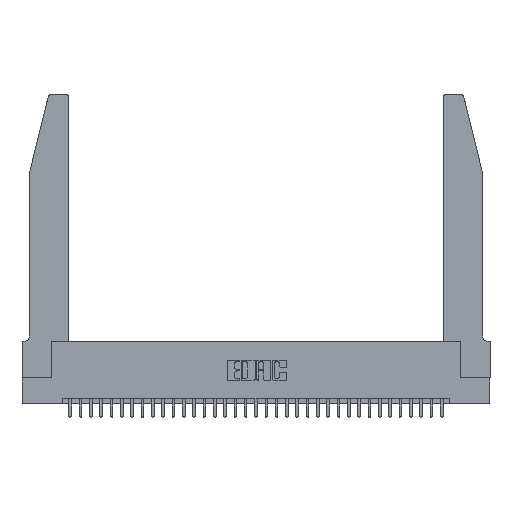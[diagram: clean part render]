
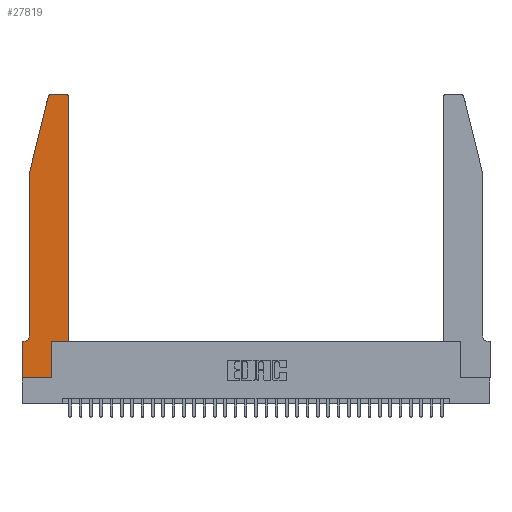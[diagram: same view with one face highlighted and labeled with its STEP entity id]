
A CAD part, top view. The second image highlights one B-rep face of the part: STEP entity #27819.
In plain terms, the highlighted planar face has unit normal (0, 0, 1).
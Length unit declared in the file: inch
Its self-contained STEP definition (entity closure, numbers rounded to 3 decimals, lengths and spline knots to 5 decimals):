
#363 = LINE ( 'NONE', #31775, #13665 ) ;
#468 = ORIENTED_EDGE ( 'NONE', *, *, #25508, .T. ) ;
#2111 = EDGE_CURVE ( 'NONE', #13565, #16326, #13037, .T. ) ;
#4502 = CARTESIAN_POINT ( 'NONE',  ( 0.284, 2.72, 0.37 ) ) ;
#5011 = DIRECTION ( 'NONE',  ( 0., -1., 0. ) ) ;
#5605 = EDGE_CURVE ( 'NONE', #10517, #29392, #26265, .T. ) ;
#6009 = CIRCLE ( 'NONE', #23635, 0.03 ) ;
#6332 = ORIENTED_EDGE ( 'NONE', *, *, #13978, .T. ) ;
#6404 = EDGE_CURVE ( 'NONE', #15529, #13565, #30328, .T. ) ;
#6773 = LINE ( 'NONE', #14185, #28054 ) ;
#6793 = EDGE_CURVE ( 'NONE', #14763, #28743, #31943, .T. ) ;
#6960 = CARTESIAN_POINT ( 'NONE',  ( 0.0755, 2., 0.37 ) ) ;
#7183 = DIRECTION ( 'NONE',  ( 1., 0., 0. ) ) ;
#7463 = LINE ( 'NONE', #23806, #27925 ) ;
#7507 = DIRECTION ( 'NONE',  ( -1., 0., 0. ) ) ;
#8616 = LINE ( 'NONE', #20988, #22859 ) ;
#8841 = DIRECTION ( 'NONE',  ( -0.239, -0.971, 0. ) ) ;
#9044 = DIRECTION ( 'NONE',  ( 1., 0., 0. ) ) ;
#9509 = CARTESIAN_POINT ( 'NONE',  ( 0.4505, 0.35, 0.37 ) ) ;
#9656 = CARTESIAN_POINT ( 'NONE',  ( 0.2865, 0.35, 0.37 ) ) ;
#9723 = ORIENTED_EDGE ( 'NONE', *, *, #2111, .T. ) ;
#9814 = VERTEX_POINT ( 'NONE', #17796 ) ;
#10298 = CARTESIAN_POINT ( 'NONE',  ( 0., 0.35, 0.37 ) ) ;
#10517 = VERTEX_POINT ( 'NONE', #30872 ) ;
#10729 = VECTOR ( 'NONE', #12178, 39.37008 ) ;
#10742 = VECTOR ( 'NONE', #7507, 39.37008 ) ;
#11065 = VECTOR ( 'NONE', #22020, 39.37008 ) ;
#11207 = EDGE_CURVE ( 'NONE', #20635, #17355, #8616, .T. ) ;
#11221 = CARTESIAN_POINT ( 'NONE',  ( 0.0055, 0.42, 0.37 ) ) ;
#11742 = CARTESIAN_POINT ( 'NONE',  ( 0., 0., 0.37 ) ) ;
#11907 = LINE ( 'NONE', #29996, #11065 ) ;
#12178 = DIRECTION ( 'NONE',  ( 0., 1., 0. ) ) ;
#12992 = VECTOR ( 'NONE', #9044, 39.37008 ) ;
#13037 = CIRCLE ( 'NONE', #33595, 0.03 ) ;
#13062 = FACE_OUTER_BOUND ( 'NONE', #13641, .T. ) ;
#13127 = DIRECTION ( 'NONE',  ( 1., 0., 0. ) ) ;
#13318 = DIRECTION ( 'NONE',  ( 0., 0., 1. ) ) ;
#13565 = VERTEX_POINT ( 'NONE', #30965 ) ;
#13576 = ORIENTED_EDGE ( 'NONE', *, *, #28240, .T. ) ;
#13641 = EDGE_LOOP ( 'NONE', ( #468, #13576, #14590, #6332, #15005, #23458, #25549, #31714, #18868, #33753, #31872, #9723 ) ) ;
#13665 = VECTOR ( 'NONE', #13127, 39.37008 ) ;
#13881 = DIRECTION ( 'NONE',  ( -1., 0., 0. ) ) ;
#13978 = EDGE_CURVE ( 'NONE', #30082, #14763, #11907, .T. ) ;
#14185 = CARTESIAN_POINT ( 'NONE',  ( 0.0755, 2., 0.37 ) ) ;
#14590 = ORIENTED_EDGE ( 'NONE', *, *, #22998, .T. ) ;
#14763 = VERTEX_POINT ( 'NONE', #33102 ) ;
#14812 = DIRECTION ( 'NONE',  ( 0., 0., 1. ) ) ;
#15005 = ORIENTED_EDGE ( 'NONE', *, *, #6793, .T. ) ;
#15266 = AXIS2_PLACEMENT_3D ( 'NONE', #34420, #13318, #31972 ) ;
#15529 = VERTEX_POINT ( 'NONE', #31083 ) ;
#15811 = AXIS2_PLACEMENT_3D ( 'NONE', #11221, #29855, #13881 ) ;
#16326 = VERTEX_POINT ( 'NONE', #26293 ) ;
#17355 = VERTEX_POINT ( 'NONE', #24957 ) ;
#17796 = CARTESIAN_POINT ( 'NONE',  ( 0.25487, 2.72718, 0.37 ) ) ;
#18868 = ORIENTED_EDGE ( 'NONE', *, *, #5605, .T. ) ;
#20635 = VERTEX_POINT ( 'NONE', #10298 ) ;
#20988 = CARTESIAN_POINT ( 'NONE',  ( 0., 0., 0.37 ) ) ;
#22020 = DIRECTION ( 'NONE',  ( 0., -1., 0. ) ) ;
#22429 = DIRECTION ( 'NONE',  ( 0., 1., 0. ) ) ;
#22859 = VECTOR ( 'NONE', #5011, 39.37008 ) ;
#22921 = VERTEX_POINT ( 'NONE', #24754 ) ;
#22998 = EDGE_CURVE ( 'NONE', #9814, #30082, #6773, .T. ) ;
#23175 = DIRECTION ( 'NONE',  ( 0., 0., 1. ) ) ;
#23458 = ORIENTED_EDGE ( 'NONE', *, *, #31303, .T. ) ;
#23635 = AXIS2_PLACEMENT_3D ( 'NONE', #4502, #23175, #7183 ) ;
#23806 = CARTESIAN_POINT ( 'NONE',  ( 0.2605, 2.75, 0.37 ) ) ;
#24754 = CARTESIAN_POINT ( 'NONE',  ( 0.284, 2.75, 0.37 ) ) ;
#24957 = CARTESIAN_POINT ( 'NONE',  ( 0., 0., 0.37 ) ) ;
#25437 = VECTOR ( 'NONE', #22429, 39.37008 ) ;
#25508 = EDGE_CURVE ( 'NONE', #16326, #22921, #7463, .T. ) ;
#25518 = EDGE_CURVE ( 'NONE', #29392, #15529, #363, .T. ) ;
#25549 = ORIENTED_EDGE ( 'NONE', *, *, #11207, .T. ) ;
#26265 = LINE ( 'NONE', #30297, #25437 ) ;
#26293 = CARTESIAN_POINT ( 'NONE',  ( 0.4205, 2.75, 0.37 ) ) ;
#26484 = DIRECTION ( 'NONE',  ( -1., 0., 0. ) ) ;
#27819 = ADVANCED_FACE ( 'NONE', ( #13062 ), #28986, .T. ) ;
#27925 = VECTOR ( 'NONE', #26484, 39.37008 ) ;
#28054 = VECTOR ( 'NONE', #8841, 39.37008 ) ;
#28240 = EDGE_CURVE ( 'NONE', #22921, #9814, #6009, .T. ) ;
#28743 = VERTEX_POINT ( 'NONE', #33578 ) ;
#28986 = PLANE ( 'NONE',  #15266 ) ;
#29392 = VERTEX_POINT ( 'NONE', #9656 ) ;
#29855 = DIRECTION ( 'NONE',  ( 0., 0., -1. ) ) ;
#29996 = CARTESIAN_POINT ( 'NONE',  ( 0.0755, 2., 0.37 ) ) ;
#30082 = VERTEX_POINT ( 'NONE', #6960 ) ;
#30297 = CARTESIAN_POINT ( 'NONE',  ( 0.2865, 0.35, 0.37 ) ) ;
#30328 = LINE ( 'NONE', #9509, #10729 ) ;
#30341 = LINE ( 'NONE', #31486, #10742 ) ;
#30818 = CARTESIAN_POINT ( 'NONE',  ( 0.4205, 2.72, 0.37 ) ) ;
#30872 = CARTESIAN_POINT ( 'NONE',  ( 0.2865, 0., 0.37 ) ) ;
#30965 = CARTESIAN_POINT ( 'NONE',  ( 0.4505, 2.72, 0.37 ) ) ;
#31083 = CARTESIAN_POINT ( 'NONE',  ( 0.4505, 0.35, 0.37 ) ) ;
#31303 = EDGE_CURVE ( 'NONE', #28743, #20635, #30341, .T. ) ;
#31486 = CARTESIAN_POINT ( 'NONE',  ( 0.0755, 0.35, 0.37 ) ) ;
#31714 = ORIENTED_EDGE ( 'NONE', *, *, #33958, .T. ) ;
#31775 = CARTESIAN_POINT ( 'NONE',  ( 0.4505, 0.35, 0.37 ) ) ;
#31872 = ORIENTED_EDGE ( 'NONE', *, *, #6404, .T. ) ;
#31943 = CIRCLE ( 'NONE', #15811, 0.07 ) ;
#31972 = DIRECTION ( 'NONE',  ( 1., 0., 0. ) ) ;
#33102 = CARTESIAN_POINT ( 'NONE',  ( 0.0755, 0.42, 0.37 ) ) ;
#33510 = DIRECTION ( 'NONE',  ( 1., 0., 0. ) ) ;
#33578 = CARTESIAN_POINT ( 'NONE',  ( 0.0055, 0.35, 0.37 ) ) ;
#33595 = AXIS2_PLACEMENT_3D ( 'NONE', #30818, #14812, #33510 ) ;
#33753 = ORIENTED_EDGE ( 'NONE', *, *, #25518, .T. ) ;
#33958 = EDGE_CURVE ( 'NONE', #17355, #10517, #34252, .T. ) ;
#34252 = LINE ( 'NONE', #11742, #12992 ) ;
#34420 = CARTESIAN_POINT ( 'NONE',  ( 0., 0.35, 0.37 ) ) ;
